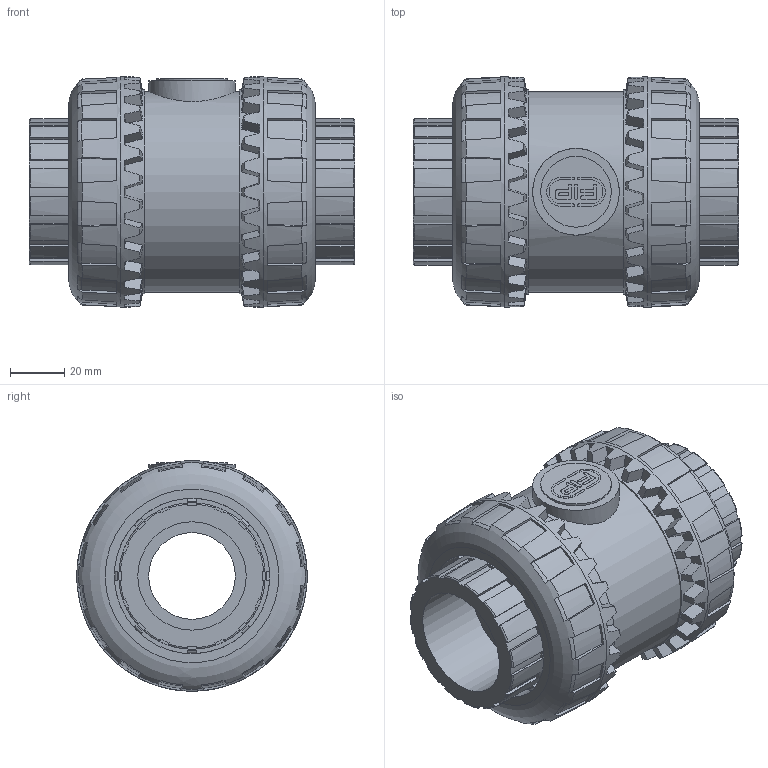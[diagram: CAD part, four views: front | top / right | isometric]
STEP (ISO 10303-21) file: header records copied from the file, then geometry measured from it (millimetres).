
FILE_DESCRIPTION(/* description */ (''),/* implementation_level */ '2;1');
FILE_NAME(/* name */ 'SXEIV040E.iam.stp',/* time_stamp */ '2013-10-01T10:25:31+02:00',/* author */ ('bfaro'),/* organization */ (''),/* preprocessor_version */ 'ST-DEVELOPER v15.2',/* originating_system */ 'Autodesk Inventor 2014',/* authorisation */ '');
FILE_SCHEMA (('AUTOMOTIVE_DESIGN { 1 0 10303 214 3 1 1 }'));
Length unit declared in the file: millimetre
Products named in the file (5): corpo valvola VEE 40; NTVXE040V; ENDIV040; Piastrina 40; SXEIV040E
Bounding box: 120 x 85.05 x 85.01 mm (x, y, z)
Volume: 373952.1 mm3; surface area: 96540.2 mm2
Topology: 6 solids, 6 shells, 709 faces, 2051 edges, 1367 vertices
Faces by surface type: plane 414, cone 146, cylinder 83, torus 66
Full cylindrical faces by diameter (mm): 26.1 x1, 32 x3, 40 x3, 54 x2, 57.4 x2, 63.5 x2, 67.3 x2, 74 x1
Entity records: 12920 total; most frequent: CARTESIAN_POINT 2982, ORIENTED_EDGE 2154, DIRECTION 2128, EDGE_CURVE 1077, AXIS2_PLACEMENT_3D 893, VERTEX_POINT 725, EDGE_LOOP 414, CIRCLE 390
